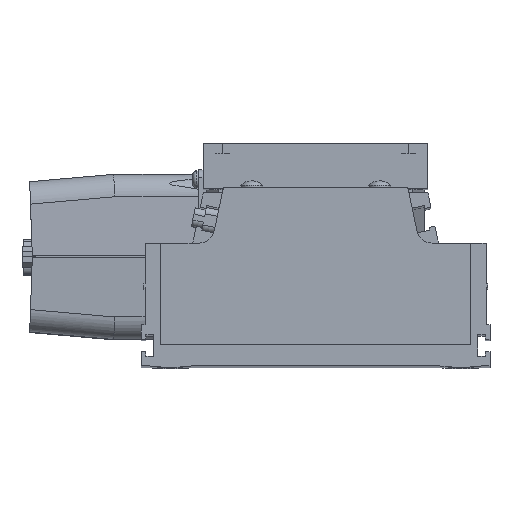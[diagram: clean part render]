
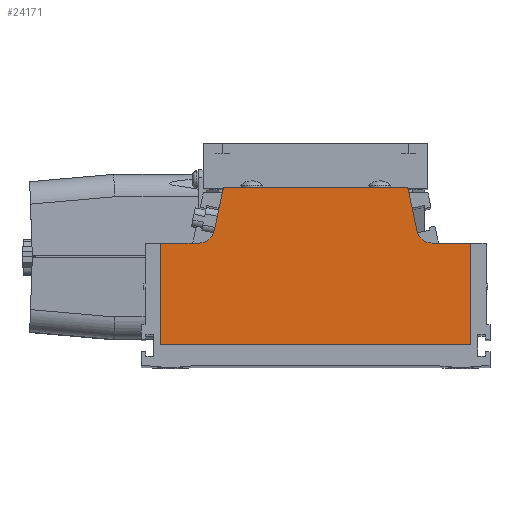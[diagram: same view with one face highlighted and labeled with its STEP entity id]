
A CAD part, top view. The second image highlights one B-rep face of the part: STEP entity #24171.
In plain terms, the highlighted planar face has unit normal (0, 0, 1).
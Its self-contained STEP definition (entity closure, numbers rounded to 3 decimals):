
#37 = VECTOR ( 'NONE', #17716, 1000. ) ;
#78 = VECTOR ( 'NONE', #6595, 1000. ) ;
#91 = CARTESIAN_POINT ( 'NONE',  ( -23.784, 17.45, 322.5 ) ) ;
#212 = CIRCLE ( 'NONE', #14050, 4. ) ;
#617 = CARTESIAN_POINT ( 'NONE',  ( -30.049, 7., 322.5 ) ) ;
#765 = EDGE_CURVE ( 'NONE', #5848, #6091, #14726, .T. ) ;
#1128 = CARTESIAN_POINT ( 'NONE',  ( -26.797, 3., 322.5 ) ) ;
#1253 = CARTESIAN_POINT ( 'NONE',  ( -40., -23.13, 322.5 ) ) ;
#1465 = ORIENTED_EDGE ( 'NONE', *, *, #4388, .F. ) ;
#2386 = ORIENTED_EDGE ( 'NONE', *, *, #20662, .F. ) ;
#2562 = VECTOR ( 'NONE', #8078, 1000. ) ;
#3349 = CARTESIAN_POINT ( 'NONE',  ( -40., 3., 322.5 ) ) ;
#4143 = EDGE_CURVE ( 'NONE', #19855, #23843, #18383, .T. ) ;
#4219 = ORIENTED_EDGE ( 'NONE', *, *, #21974, .F. ) ;
#4388 = EDGE_CURVE ( 'NONE', #15250, #6091, #17496, .T. ) ;
#5376 = PLANE ( 'NONE',  #15698 ) ;
#5446 = DIRECTION ( 'NONE',  ( -1., 0., 0. ) ) ;
#5683 = ORIENTED_EDGE ( 'NONE', *, *, #765, .T. ) ;
#5848 = VERTEX_POINT ( 'NONE', #6564 ) ;
#6091 = VERTEX_POINT ( 'NONE', #15102 ) ;
#6564 = CARTESIAN_POINT ( 'NONE',  ( 30.049, 3., 322.5 ) ) ;
#6595 = DIRECTION ( 'NONE',  ( 0., -1., 0. ) ) ;
#6832 = VERTEX_POINT ( 'NONE', #91 ) ;
#7676 = VECTOR ( 'NONE', #11061, 1000. ) ;
#7871 = ORIENTED_EDGE ( 'NONE', *, *, #21659, .T. ) ;
#8078 = DIRECTION ( 'NONE',  ( 0.204, -0.979, 0. ) ) ;
#9096 = CARTESIAN_POINT ( 'NONE',  ( -26.133, 6.184, 322.5 ) ) ;
#10118 = LINE ( 'NONE', #16171, #19939 ) ;
#10195 = VERTEX_POINT ( 'NONE', #1253 ) ;
#10282 = DIRECTION ( 'NONE',  ( -1., 0., 0. ) ) ;
#10296 = LINE ( 'NONE', #1128, #22570 ) ;
#10769 = LINE ( 'NONE', #3349, #14270 ) ;
#10867 = ORIENTED_EDGE ( 'NONE', *, *, #20836, .T. ) ;
#11061 = DIRECTION ( 'NONE',  ( -1., 0., 0. ) ) ;
#11076 = CARTESIAN_POINT ( 'NONE',  ( -40., 84.488, 322.5 ) ) ;
#11675 = VERTEX_POINT ( 'NONE', #16317 ) ;
#11958 = CARTESIAN_POINT ( 'NONE',  ( -40., 3., 322.5 ) ) ;
#12024 = EDGE_CURVE ( 'NONE', #22024, #11675, #10118, .T. ) ;
#12651 = EDGE_CURVE ( 'NONE', #17652, #19855, #212, .T. ) ;
#13219 = VECTOR ( 'NONE', #10282, 1000. ) ;
#13632 = DIRECTION ( 'NONE',  ( -1., 0., 0. ) ) ;
#13870 = LINE ( 'NONE', #21421, #37 ) ;
#14050 = AXIS2_PLACEMENT_3D ( 'NONE', #617, #15730, #20711 ) ;
#14270 = VECTOR ( 'NONE', #24025, 1000. ) ;
#14726 = CIRCLE ( 'NONE', #17893, 4. ) ;
#14860 = DIRECTION ( 'NONE',  ( 0., 0., -1. ) ) ;
#15098 = EDGE_CURVE ( 'NONE', #6832, #15250, #13870, .T. ) ;
#15102 = CARTESIAN_POINT ( 'NONE',  ( 26.133, 6.184, 322.5 ) ) ;
#15250 = VERTEX_POINT ( 'NONE', #18571 ) ;
#15502 = DIRECTION ( 'NONE',  ( 0., 0., -1. ) ) ;
#15698 = AXIS2_PLACEMENT_3D ( 'NONE', #11076, #15502, #13632 ) ;
#15730 = DIRECTION ( 'NONE',  ( 0., 0., -1. ) ) ;
#15983 = DIRECTION ( 'NONE',  ( 0.204, 0.979, 0. ) ) ;
#15999 = LINE ( 'NONE', #23541, #78 ) ;
#16171 = CARTESIAN_POINT ( 'NONE',  ( 40., 84.488, 322.5 ) ) ;
#16317 = CARTESIAN_POINT ( 'NONE',  ( 40., -23.13, 322.5 ) ) ;
#17496 = LINE ( 'NONE', #21333, #2562 ) ;
#17652 = VERTEX_POINT ( 'NONE', #9096 ) ;
#17716 = DIRECTION ( 'NONE',  ( 1., 0., 0. ) ) ;
#17893 = AXIS2_PLACEMENT_3D ( 'NONE', #18468, #14860, #5446 ) ;
#18261 = CARTESIAN_POINT ( 'NONE',  ( -40., 3., 322.5 ) ) ;
#18383 = LINE ( 'NONE', #18261, #7676 ) ;
#18468 = CARTESIAN_POINT ( 'NONE',  ( 30.049, 7., 322.5 ) ) ;
#18571 = CARTESIAN_POINT ( 'NONE',  ( 23.784, 17.45, 322.5 ) ) ;
#19157 = CARTESIAN_POINT ( 'NONE',  ( -30.049, 3., 322.5 ) ) ;
#19210 = LINE ( 'NONE', #21305, #13219 ) ;
#19523 = DIRECTION ( 'NONE',  ( 0., -1., 0. ) ) ;
#19568 = CARTESIAN_POINT ( 'NONE',  ( 40., 3., 322.5 ) ) ;
#19855 = VERTEX_POINT ( 'NONE', #19157 ) ;
#19939 = VECTOR ( 'NONE', #19523, 1000. ) ;
#20489 = FACE_OUTER_BOUND ( 'NONE', #23699, .T. ) ;
#20662 = EDGE_CURVE ( 'NONE', #17652, #6832, #10296, .T. ) ;
#20711 = DIRECTION ( 'NONE',  ( -1., 0., 0. ) ) ;
#20836 = EDGE_CURVE ( 'NONE', #22024, #5848, #10769, .T. ) ;
#21098 = ORIENTED_EDGE ( 'NONE', *, *, #12024, .F. ) ;
#21305 = CARTESIAN_POINT ( 'NONE',  ( -40., -23.13, 322.5 ) ) ;
#21333 = CARTESIAN_POINT ( 'NONE',  ( 23.784, 17.45, 322.5 ) ) ;
#21421 = CARTESIAN_POINT ( 'NONE',  ( -23.784, 17.45, 322.5 ) ) ;
#21659 = EDGE_CURVE ( 'NONE', #23843, #10195, #15999, .T. ) ;
#21974 = EDGE_CURVE ( 'NONE', #11675, #10195, #19210, .T. ) ;
#22024 = VERTEX_POINT ( 'NONE', #19568 ) ;
#22467 = ORIENTED_EDGE ( 'NONE', *, *, #15098, .F. ) ;
#22570 = VECTOR ( 'NONE', #15983, 1000. ) ;
#22749 = ORIENTED_EDGE ( 'NONE', *, *, #4143, .T. ) ;
#23541 = CARTESIAN_POINT ( 'NONE',  ( -40., 84.488, 322.5 ) ) ;
#23699 = EDGE_LOOP ( 'NONE', ( #21098, #10867, #5683, #1465, #22467, #2386, #23883, #22749, #7871, #4219 ) ) ;
#23843 = VERTEX_POINT ( 'NONE', #11958 ) ;
#23883 = ORIENTED_EDGE ( 'NONE', *, *, #12651, .T. ) ;
#24025 = DIRECTION ( 'NONE',  ( -1., 0., 0. ) ) ;
#24171 = ADVANCED_FACE ( 'NONE', ( #20489 ), #5376, .F. ) ;
